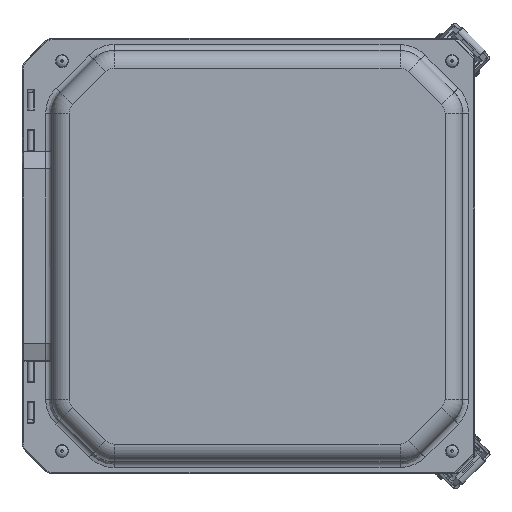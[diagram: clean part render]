
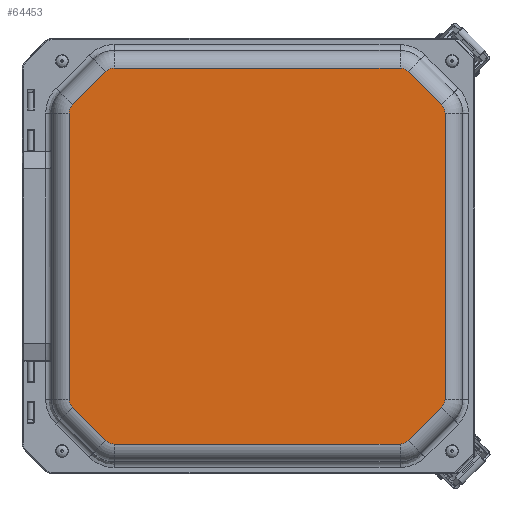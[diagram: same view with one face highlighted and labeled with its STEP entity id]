
A CAD part, top view. The second image highlights one B-rep face of the part: STEP entity #64453.
In plain terms, the highlighted planar face has unit normal (0, 0, 1).
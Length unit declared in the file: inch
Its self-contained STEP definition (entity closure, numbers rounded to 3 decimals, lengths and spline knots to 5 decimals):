
#866 = DIRECTION ( 'NONE',  ( 1., 0., 0. ) ) ;
#903 = ORIENTED_EDGE ( 'NONE', *, *, #47697, .T. ) ;
#1988 = DIRECTION ( 'NONE',  ( 0., -1., 0. ) ) ;
#2484 = DIRECTION ( 'NONE',  ( 0., 0., 1. ) ) ;
#3213 = EDGE_CURVE ( 'NONE', #112856, #73198, #24236, .T. ) ;
#3827 = LINE ( 'NONE', #94939, #84992 ) ;
#4387 = CARTESIAN_POINT ( 'NONE',  ( -3.26406, 3.9815, 4.312 ) ) ;
#5569 = CARTESIAN_POINT ( 'NONE',  ( -3.9805, 3.26506, 4.312 ) ) ;
#7139 = ORIENTED_EDGE ( 'NONE', *, *, #124530, .T. ) ;
#7191 = FACE_OUTER_BOUND ( 'NONE', #120061, .T. ) ;
#9806 = ORIENTED_EDGE ( 'NONE', *, *, #109120, .T. ) ;
#10179 = CARTESIAN_POINT ( 'NONE',  ( 0., 4.05586, 4.312 ) ) ;
#10392 = DIRECTION ( 'NONE',  ( 0., 0., 1. ) ) ;
#11154 = DIRECTION ( 'NONE',  ( 1., 0., 0. ) ) ;
#15180 = CARTESIAN_POINT ( 'NONE',  ( 3.9805, 3.26506, 4.312 ) ) ;
#15205 = CARTESIAN_POINT ( 'NONE',  ( 3.08456, -4.05586, 4.312 ) ) ;
#16806 = VECTOR ( 'NONE', #100840, 39.37008 ) ;
#16816 = CARTESIAN_POINT ( 'NONE',  ( -3.08456, -4.05586, 4.312 ) ) ;
#17423 = CIRCLE ( 'NONE', #57861, 0.25386 ) ;
#20499 = CARTESIAN_POINT ( 'NONE',  ( 4.05486, 3.08556, 4.312 ) ) ;
#20916 = DIRECTION ( 'NONE',  ( 0., 0., 1. ) ) ;
#21326 = CARTESIAN_POINT ( 'NONE',  ( -3.801, 3.08556, 4.312 ) ) ;
#21663 = AXIS2_PLACEMENT_3D ( 'NONE', #21326, #20916, #99346 ) ;
#21738 = DIRECTION ( 'NONE',  ( 1., 0., 0. ) ) ;
#21932 = VERTEX_POINT ( 'NONE', #15180 ) ;
#22125 = ORIENTED_EDGE ( 'NONE', *, *, #37730, .T. ) ;
#23052 = ORIENTED_EDGE ( 'NONE', *, *, #94022, .T. ) ;
#24236 = LINE ( 'NONE', #33621, #63995 ) ;
#24785 = DIRECTION ( 'NONE',  ( 0., 0., 1. ) ) ;
#26403 = CIRCLE ( 'NONE', #46594, 0.25386 ) ;
#27021 = VECTOR ( 'NONE', #102718, 39.37008 ) ;
#28171 = CARTESIAN_POINT ( 'NONE',  ( -3.26406, 3.9815, 4.312 ) ) ;
#28406 = ORIENTED_EDGE ( 'NONE', *, *, #121629, .T. ) ;
#29225 = CARTESIAN_POINT ( 'NONE',  ( 4.05486, -3.08556, 4.312 ) ) ;
#29500 = EDGE_CURVE ( 'NONE', #84389, #74636, #85812, .T. ) ;
#29539 = AXIS2_PLACEMENT_3D ( 'NONE', #99670, #100949, #1988 ) ;
#30812 = CIRCLE ( 'NONE', #34149, 0.25386 ) ;
#33621 = CARTESIAN_POINT ( 'NONE',  ( 3.26406, -3.9815, 4.312 ) ) ;
#33747 = CARTESIAN_POINT ( 'NONE',  ( -3.801, -3.08556, 4.312 ) ) ;
#34149 = AXIS2_PLACEMENT_3D ( 'NONE', #33747, #24785, #112674 ) ;
#34602 = CARTESIAN_POINT ( 'NONE',  ( 4.05486, 0., 4.312 ) ) ;
#34731 = AXIS2_PLACEMENT_3D ( 'NONE', #61921, #2484, #21738 ) ;
#35537 = VERTEX_POINT ( 'NONE', #112864 ) ;
#37730 = EDGE_CURVE ( 'NONE', #74636, #83298, #17423, .T. ) ;
#40691 = ORIENTED_EDGE ( 'NONE', *, *, #45952, .T. ) ;
#40993 = DIRECTION ( 'NONE',  ( 0., 0., 1. ) ) ;
#45952 = EDGE_CURVE ( 'NONE', #48663, #53051, #85127, .T. ) ;
#46594 = AXIS2_PLACEMENT_3D ( 'NONE', #117925, #10392, #50528 ) ;
#47697 = EDGE_CURVE ( 'NONE', #35537, #84389, #30812, .T. ) ;
#47835 = VERTEX_POINT ( 'NONE', #64981 ) ;
#48663 = VERTEX_POINT ( 'NONE', #5569 ) ;
#48828 = DIRECTION ( 'NONE',  ( 0., 0., 1. ) ) ;
#49113 = DIRECTION ( 'NONE',  ( 0., -1., 0. ) ) ;
#50528 = DIRECTION ( 'NONE',  ( 0., -1., 0. ) ) ;
#51230 = CARTESIAN_POINT ( 'NONE',  ( 3.801, -3.08556, 4.312 ) ) ;
#51793 = CARTESIAN_POINT ( 'NONE',  ( 3.26406, 3.9815, 4.312 ) ) ;
#51963 = CIRCLE ( 'NONE', #79571, 0.25386 ) ;
#53051 = VERTEX_POINT ( 'NONE', #110332 ) ;
#54859 = ORIENTED_EDGE ( 'NONE', *, *, #3213, .T. ) ;
#55225 = DIRECTION ( 'NONE',  ( 0., 0., 1. ) ) ;
#57108 = CARTESIAN_POINT ( 'NONE',  ( -3.9805, -3.26506, 4.312 ) ) ;
#57861 = AXIS2_PLACEMENT_3D ( 'NONE', #118278, #48828, #11154 ) ;
#58229 = ORIENTED_EDGE ( 'NONE', *, *, #91055, .T. ) ;
#59560 = VERTEX_POINT ( 'NONE', #15205 ) ;
#59784 = VECTOR ( 'NONE', #61815, 39.37008 ) ;
#59891 = ORIENTED_EDGE ( 'NONE', *, *, #118918, .T. ) ;
#59901 = DIRECTION ( 'NONE',  ( 0., 0., 1. ) ) ;
#60367 = DIRECTION ( 'NONE',  ( 1., 0., 0. ) ) ;
#61815 = DIRECTION ( 'NONE',  ( 0.707, -0.707, 0. ) ) ;
#61921 = CARTESIAN_POINT ( 'NONE',  ( 3.08456, -3.802, 4.312 ) ) ;
#62505 = VERTEX_POINT ( 'NONE', #68741 ) ;
#62901 = CIRCLE ( 'NONE', #34731, 0.25386 ) ;
#63134 = EDGE_CURVE ( 'NONE', #102334, #21932, #51963, .T. ) ;
#63995 = VECTOR ( 'NONE', #112536, 39.37008 ) ;
#64453 = ADVANCED_FACE ( 'NONE', ( #7191 ), #66331, .T. ) ;
#64981 = CARTESIAN_POINT ( 'NONE',  ( 3.08456, 4.05586, 4.312 ) ) ;
#65063 = CARTESIAN_POINT ( 'NONE',  ( 0., 0., 4.312 ) ) ;
#65210 = LINE ( 'NONE', #34602, #69755 ) ;
#66331 = PLANE ( 'NONE',  #97903 ) ;
#68279 = LINE ( 'NONE', #83318, #27021 ) ;
#68741 = CARTESIAN_POINT ( 'NONE',  ( -3.08456, 4.05586, 4.312 ) ) ;
#69621 = AXIS2_PLACEMENT_3D ( 'NONE', #51230, #40993, #118629 ) ;
#69755 = VECTOR ( 'NONE', #124274, 39.37008 ) ;
#70173 = CIRCLE ( 'NONE', #69621, 0.25386 ) ;
#71204 = LINE ( 'NONE', #117895, #101960 ) ;
#72864 = EDGE_CURVE ( 'NONE', #21932, #101087, #68279, .T. ) ;
#73198 = VERTEX_POINT ( 'NONE', #102554 ) ;
#73489 = LINE ( 'NONE', #4387, #16806 ) ;
#74636 = VERTEX_POINT ( 'NONE', #106603 ) ;
#78883 = EDGE_CURVE ( 'NONE', #47835, #62505, #97396, .T. ) ;
#78912 = EDGE_CURVE ( 'NONE', #53051, #35537, #3827, .T. ) ;
#79571 = AXIS2_PLACEMENT_3D ( 'NONE', #118270, #59901, #866 ) ;
#82540 = ORIENTED_EDGE ( 'NONE', *, *, #72864, .T. ) ;
#83298 = VERTEX_POINT ( 'NONE', #16816 ) ;
#83318 = CARTESIAN_POINT ( 'NONE',  ( 3.9805, 3.26506, 4.312 ) ) ;
#83420 = ORIENTED_EDGE ( 'NONE', *, *, #78883, .T. ) ;
#84389 = VERTEX_POINT ( 'NONE', #57108 ) ;
#84992 = VECTOR ( 'NONE', #49113, 39.37008 ) ;
#85127 = CIRCLE ( 'NONE', #21663, 0.25386 ) ;
#85812 = LINE ( 'NONE', #100936, #59784 ) ;
#85882 = DIRECTION ( 'NONE',  ( -1., 0., 0. ) ) ;
#86355 = CIRCLE ( 'NONE', #29539, 0.25386 ) ;
#91055 = EDGE_CURVE ( 'NONE', #101087, #47835, #26403, .T. ) ;
#94022 = EDGE_CURVE ( 'NONE', #62505, #101682, #86355, .T. ) ;
#94249 = DIRECTION ( 'NONE',  ( 1., 0., 0. ) ) ;
#94789 = ORIENTED_EDGE ( 'NONE', *, *, #78912, .T. ) ;
#94939 = CARTESIAN_POINT ( 'NONE',  ( -4.05486, 0., 4.312 ) ) ;
#97396 = LINE ( 'NONE', #10179, #118820 ) ;
#97903 = AXIS2_PLACEMENT_3D ( 'NONE', #65063, #55225, #94249 ) ;
#99346 = DIRECTION ( 'NONE',  ( 0., -1., 0. ) ) ;
#99670 = CARTESIAN_POINT ( 'NONE',  ( -3.08456, 3.802, 4.312 ) ) ;
#100840 = DIRECTION ( 'NONE',  ( -0.707, -0.707, 0. ) ) ;
#100936 = CARTESIAN_POINT ( 'NONE',  ( -3.9805, -3.26506, 4.312 ) ) ;
#100949 = DIRECTION ( 'NONE',  ( 0., 0., 1. ) ) ;
#101087 = VERTEX_POINT ( 'NONE', #51793 ) ;
#101682 = VERTEX_POINT ( 'NONE', #28171 ) ;
#101960 = VECTOR ( 'NONE', #60367, 39.37008 ) ;
#102334 = VERTEX_POINT ( 'NONE', #20499 ) ;
#102554 = CARTESIAN_POINT ( 'NONE',  ( 3.9805, -3.26506, 4.312 ) ) ;
#102718 = DIRECTION ( 'NONE',  ( -0.707, 0.707, 0. ) ) ;
#105081 = ORIENTED_EDGE ( 'NONE', *, *, #29500, .T. ) ;
#106138 = EDGE_CURVE ( 'NONE', #101682, #48663, #73489, .T. ) ;
#106603 = CARTESIAN_POINT ( 'NONE',  ( -3.26406, -3.9815, 4.312 ) ) ;
#109120 = EDGE_CURVE ( 'NONE', #112302, #102334, #65210, .T. ) ;
#110332 = CARTESIAN_POINT ( 'NONE',  ( -4.05486, 3.08556, 4.312 ) ) ;
#112302 = VERTEX_POINT ( 'NONE', #29225 ) ;
#112536 = DIRECTION ( 'NONE',  ( 0.707, 0.707, 0. ) ) ;
#112674 = DIRECTION ( 'NONE',  ( 1., 0., 0. ) ) ;
#112856 = VERTEX_POINT ( 'NONE', #112936 ) ;
#112864 = CARTESIAN_POINT ( 'NONE',  ( -4.05486, -3.08556, 4.312 ) ) ;
#112936 = CARTESIAN_POINT ( 'NONE',  ( 3.26406, -3.9815, 4.312 ) ) ;
#116252 = ORIENTED_EDGE ( 'NONE', *, *, #63134, .T. ) ;
#117699 = ORIENTED_EDGE ( 'NONE', *, *, #106138, .T. ) ;
#117895 = CARTESIAN_POINT ( 'NONE',  ( 0., -4.05586, 4.312 ) ) ;
#117925 = CARTESIAN_POINT ( 'NONE',  ( 3.08456, 3.802, 4.312 ) ) ;
#118270 = CARTESIAN_POINT ( 'NONE',  ( 3.801, 3.08556, 4.312 ) ) ;
#118278 = CARTESIAN_POINT ( 'NONE',  ( -3.08456, -3.802, 4.312 ) ) ;
#118629 = DIRECTION ( 'NONE',  ( 1., 0., 0. ) ) ;
#118820 = VECTOR ( 'NONE', #85882, 39.37008 ) ;
#118918 = EDGE_CURVE ( 'NONE', #73198, #112302, #70173, .T. ) ;
#120061 = EDGE_LOOP ( 'NONE', ( #903, #105081, #22125, #7139, #28406, #54859, #59891, #9806, #116252, #82540, #58229, #83420, #23052, #117699, #40691, #94789 ) ) ;
#121629 = EDGE_CURVE ( 'NONE', #59560, #112856, #62901, .T. ) ;
#124274 = DIRECTION ( 'NONE',  ( 0., 1., 0. ) ) ;
#124530 = EDGE_CURVE ( 'NONE', #83298, #59560, #71204, .T. ) ;
